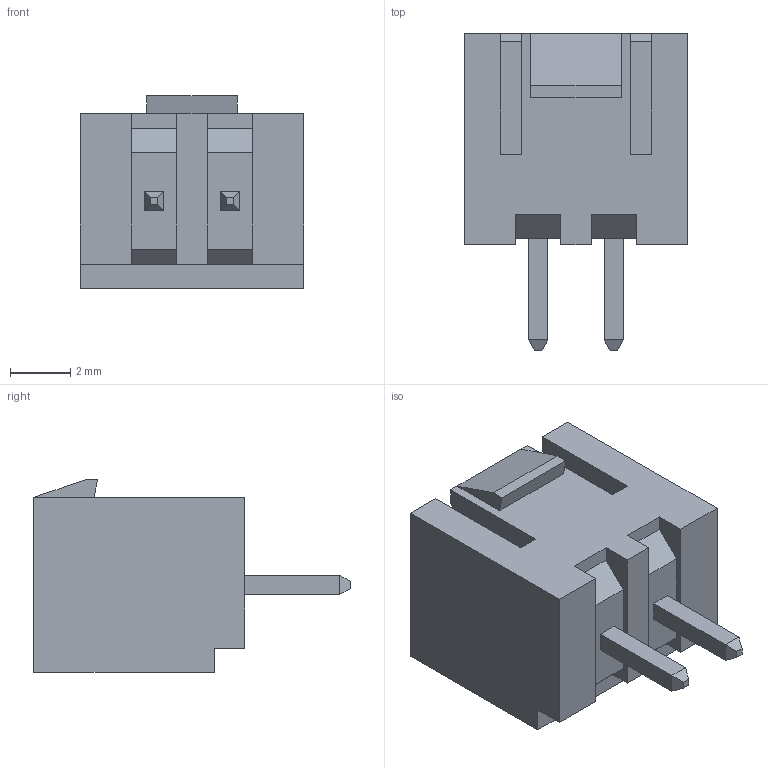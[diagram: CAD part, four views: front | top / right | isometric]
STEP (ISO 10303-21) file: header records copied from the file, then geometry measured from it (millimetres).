
FILE_DESCRIPTION((''),'2;1');
FILE_NAME('SMW250-02_P2-5_L7-4_W5-8_H7','2019-10-23T',('Dragos'),(''),'PRO/ENGINEER BY PARAMETRIC TECHNOLOGY CORPORATION, 2004440','PRO/ENGINEER BY PARAMETRIC TECHNOLOGY CORPORATION, 2004440','');
FILE_SCHEMA(('AUTOMOTIVE_DESIGN { 1 0 10303 214 1 1 1 1 }'));
Length unit declared in the file: millimetre
Products named in the file (1): SMW250-02_P2-5_L7-4_W5-8_H7
Bounding box: 7.4 x 10.5 x 6.39 mm (x, y, z)
Volume: 170.4 mm3; surface area: 413.9 mm2
Topology: 1 solids, 1 shells, 81 faces, 203 edges, 128 vertices
Faces by surface type: plane 81
Entity records: 3441 total; most frequent: CARTESIAN_POINT 414, ORIENTED_EDGE 406, DIRECTION 367, PRESENTATION_STYLE_ASSIGNMENT 241, STYLED_ITEM 205, CURVE_STYLE 204, VECTOR 203, LINE 203
